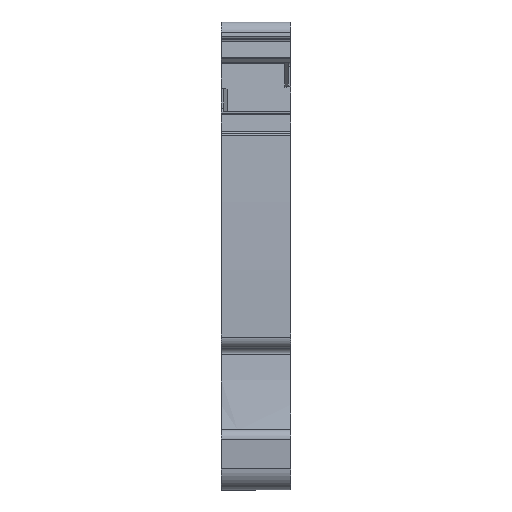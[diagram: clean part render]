
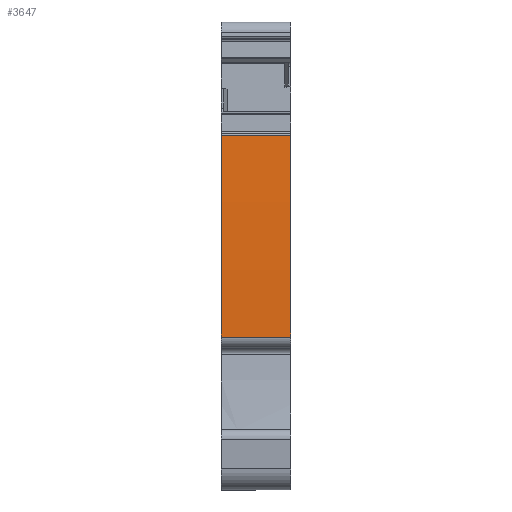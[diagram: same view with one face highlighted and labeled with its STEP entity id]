
A CAD part, front view. The second image highlights one B-rep face of the part: STEP entity #3647.
In plain terms, the highlighted cylindrical face has radius 248.5 mm (diameter 497 mm), a partial arc.
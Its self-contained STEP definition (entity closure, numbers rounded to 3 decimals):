
#2894=AXIS2_PLACEMENT_3D('Circle Axis2P3D',#2892,#2893,$) ;
#3620=AXIS2_PLACEMENT_3D('Cylinder Axis2P3D',#3617,#3618,#3619) ;
#3638=AXIS2_PLACEMENT_3D('Circle Axis2P3D',#3636,#3637,$) ;
#2889=CARTESIAN_POINT('Vertex',(0.,1.517,13.435)) ;
#2892=CARTESIAN_POINT('Axis2P3D Location',(0.,249.99,17.05)) ;
#2896=CARTESIAN_POINT('Vertex',(0.,1.891,31.154)) ;
#3617=CARTESIAN_POINT('Axis2P3D Location',(3.05,249.99,17.05)) ;
#3622=CARTESIAN_POINT('Line Origine',(3.05,1.891,31.153)) ;
#3626=CARTESIAN_POINT('Vertex',(6.1,1.891,31.153)) ;
#3629=CARTESIAN_POINT('Line Origine',(3.05,1.517,13.435)) ;
#3633=CARTESIAN_POINT('Vertex',(6.1,1.517,13.435)) ;
#3636=CARTESIAN_POINT('Axis2P3D Location',(6.1,249.99,17.05)) ;
#2893=DIRECTION('Axis2P3D Direction',(1.,0.,0.)) ;
#3618=DIRECTION('Axis2P3D Direction',(1.,0.,0.)) ;
#3619=DIRECTION('Axis2P3D XDirection',(0.,-0.996,0.093)) ;
#3623=DIRECTION('Vector Direction',(1.,0.,0.)) ;
#3630=DIRECTION('Vector Direction',(1.,0.,0.)) ;
#3637=DIRECTION('Axis2P3D Direction',(1.,0.,0.)) ;
#3624=VECTOR('Line Direction',#3623,1.) ;
#3631=VECTOR('Line Direction',#3630,1.) ;
#3642=ORIENTED_EDGE('',*,*,#3628,.F.) ;
#3643=ORIENTED_EDGE('',*,*,#2898,.T.) ;
#3644=ORIENTED_EDGE('',*,*,#3635,.T.) ;
#3645=ORIENTED_EDGE('',*,*,#3640,.F.) ;
#3647=ADVANCED_FACE('PartBody',(#3646),#3621,.T.) ;
#2895=CIRCLE('generated circle',#2894,248.5) ;
#3639=CIRCLE('generated circle',#3638,248.5) ;
#3621=CYLINDRICAL_SURFACE('generated cylinder',#3620,248.5) ;
#2898=EDGE_CURVE('',#2897,#2890,#2895,.T.) ;
#3628=EDGE_CURVE('',#2897,#3627,#3625,.T.) ;
#3635=EDGE_CURVE('',#2890,#3634,#3632,.T.) ;
#3640=EDGE_CURVE('',#3627,#3634,#3639,.T.) ;
#3641=EDGE_LOOP('',(#3642,#3643,#3644,#3645)) ;
#3646=FACE_OUTER_BOUND('',#3641,.T.) ;
#3625=LINE('Line',#3622,#3624) ;
#3632=LINE('Line',#3629,#3631) ;
#2890=VERTEX_POINT('',#2889) ;
#2897=VERTEX_POINT('',#2896) ;
#3627=VERTEX_POINT('',#3626) ;
#3634=VERTEX_POINT('',#3633) ;
